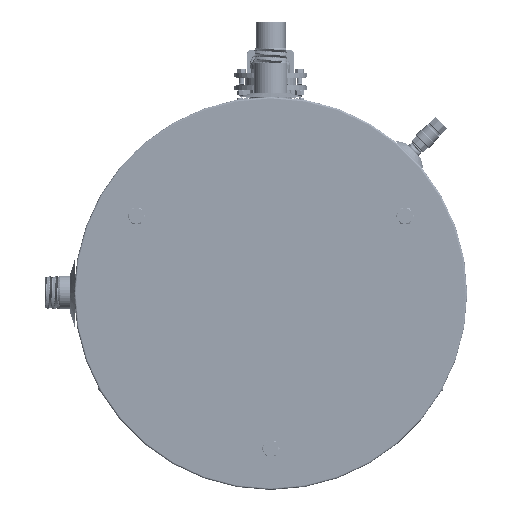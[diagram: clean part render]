
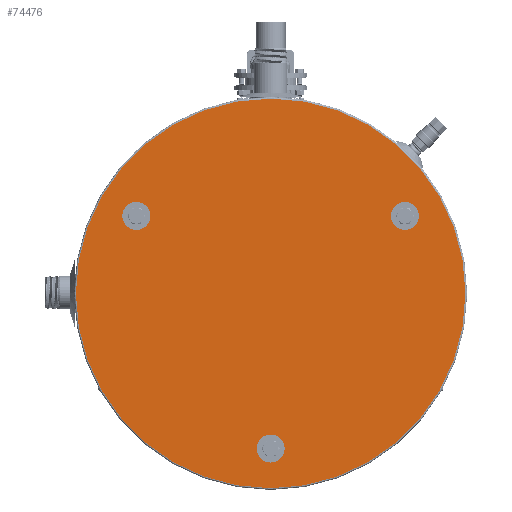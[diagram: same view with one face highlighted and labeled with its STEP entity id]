
A CAD part, front view. The second image highlights one B-rep face of the part: STEP entity #74476.
In plain terms, the highlighted planar face has unit normal (0, -1, 0).
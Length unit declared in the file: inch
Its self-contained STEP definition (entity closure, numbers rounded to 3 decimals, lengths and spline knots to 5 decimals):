
#18985 = DIRECTION ( 'NONE',  ( 0., 0., -1. ) ) ;
#19024 = DIRECTION ( 'NONE',  ( 0., 1., 0. ) ) ;
#20227 = CARTESIAN_POINT ( 'NONE',  ( 0., 1.4275, -13.905 ) ) ;
#23091 = AXIS2_PLACEMENT_3D ( 'NONE', #56296, #174148, #368847 ) ;
#24852 = CARTESIAN_POINT ( 'NONE',  ( 0., 1.4275, -12.06864 ) ) ;
#27376 = CARTESIAN_POINT ( 'NONE',  ( 0., 1.4275, -10.06864 ) ) ;
#29604 = ORIENTED_EDGE ( 'NONE', *, *, #214490, .T. ) ;
#31824 = CARTESIAN_POINT ( 'NONE',  ( 0., 1.4275, 0. ) ) ;
#41337 = CARTESIAN_POINT ( 'NONE',  ( 9.58572, 1.4275, 6.53432 ) ) ;
#47184 = CARTESIAN_POINT ( 'NONE',  ( 9.58572, 1.4275, 5.53432 ) ) ;
#56296 = CARTESIAN_POINT ( 'NONE',  ( 0., 1.4275, -11.06864 ) ) ;
#68572 = VERTEX_POINT ( 'NONE', #20227 ) ;
#74476 = ADVANCED_FACE ( 'NONE', ( #78742, #82448, #196567, #310755 ), #205816, .F. ) ;
#78742 = FACE_BOUND ( 'NONE', #209639, .T. ) ;
#81085 = EDGE_LOOP ( 'NONE', ( #29604, #231233 ) ) ;
#82448 = FACE_BOUND ( 'NONE', #108082, .T. ) ;
#85095 = ORIENTED_EDGE ( 'NONE', *, *, #284180, .T. ) ;
#91036 = DIRECTION ( 'NONE',  ( 0., -1., 0. ) ) ;
#92860 = CIRCLE ( 'NONE', #302019, 1. ) ;
#103312 = DIRECTION ( 'NONE',  ( 0., 0., -1. ) ) ;
#108082 = EDGE_LOOP ( 'NONE', ( #114094, #286228 ) ) ;
#112981 = CARTESIAN_POINT ( 'NONE',  ( 9.58572, 1.4275, 5.53432 ) ) ;
#114094 = ORIENTED_EDGE ( 'NONE', *, *, #359373, .T. ) ;
#123563 = CIRCLE ( 'NONE', #350772, 13.905 ) ;
#128558 = CARTESIAN_POINT ( 'NONE',  ( 0., 1.4275, 0. ) ) ;
#137773 = AXIS2_PLACEMENT_3D ( 'NONE', #47184, #19024, #103312 ) ;
#141557 = ORIENTED_EDGE ( 'NONE', *, *, #353549, .T. ) ;
#147920 = DIRECTION ( 'NONE',  ( 0., 0., -1. ) ) ;
#151998 = DIRECTION ( 'NONE',  ( 0., 0., -1. ) ) ;
#159993 = CIRCLE ( 'NONE', #315200, 1. ) ;
#161221 = EDGE_CURVE ( 'NONE', #241744, #68572, #123563, .T. ) ;
#161226 = CARTESIAN_POINT ( 'NONE',  ( 9.58572, 1.4275, 4.53432 ) ) ;
#172802 = EDGE_CURVE ( 'NONE', #330709, #369394, #92860, .T. ) ;
#173634 = CIRCLE ( 'NONE', #245339, 1. ) ;
#174148 = DIRECTION ( 'NONE',  ( 0., 1., 0. ) ) ;
#174646 = DIRECTION ( 'NONE',  ( 0., 1., 0. ) ) ;
#178161 = DIRECTION ( 'NONE',  ( 0., 1., 0. ) ) ;
#196449 = EDGE_CURVE ( 'NONE', #360431, #257721, #159993, .T. ) ;
#196567 = FACE_BOUND ( 'NONE', #81085, .T. ) ;
#205153 = DIRECTION ( 'NONE',  ( 0., 0., 1. ) ) ;
#205816 = PLANE ( 'NONE',  #232407 ) ;
#208676 = VERTEX_POINT ( 'NONE', #27376 ) ;
#209639 = EDGE_LOOP ( 'NONE', ( #264919, #85095 ) ) ;
#214490 = EDGE_CURVE ( 'NONE', #345794, #208676, #280092, .T. ) ;
#219175 = DIRECTION ( 'NONE',  ( 0., 1., 0. ) ) ;
#227195 = CARTESIAN_POINT ( 'NONE',  ( -9.58572, 1.4275, 5.53432 ) ) ;
#231233 = ORIENTED_EDGE ( 'NONE', *, *, #270342, .T. ) ;
#231454 = CARTESIAN_POINT ( 'NONE',  ( -9.58572, 1.4275, 4.53432 ) ) ;
#232379 = CARTESIAN_POINT ( 'NONE',  ( 0., 1.4275, -11.06864 ) ) ;
#232407 = AXIS2_PLACEMENT_3D ( 'NONE', #31824, #260142, #147920 ) ;
#241744 = VERTEX_POINT ( 'NONE', #246769 ) ;
#242513 = DIRECTION ( 'NONE',  ( 0., 0., 1. ) ) ;
#245339 = AXIS2_PLACEMENT_3D ( 'NONE', #227195, #287022, #343253 ) ;
#246769 = CARTESIAN_POINT ( 'NONE',  ( 0., 1.4275, 13.905 ) ) ;
#248538 = ORIENTED_EDGE ( 'NONE', *, *, #161221, .T. ) ;
#255031 = CIRCLE ( 'NONE', #284963, 1. ) ;
#257721 = VERTEX_POINT ( 'NONE', #231454 ) ;
#260142 = DIRECTION ( 'NONE',  ( 0., 1., 0. ) ) ;
#264919 = ORIENTED_EDGE ( 'NONE', *, *, #172802, .T. ) ;
#270342 = EDGE_CURVE ( 'NONE', #208676, #345794, #255031, .T. ) ;
#274909 = CIRCLE ( 'NONE', #137773, 1. ) ;
#277254 = CARTESIAN_POINT ( 'NONE',  ( -9.58572, 1.4275, 5.53432 ) ) ;
#280092 = CIRCLE ( 'NONE', #23091, 1. ) ;
#284180 = EDGE_CURVE ( 'NONE', #369394, #330709, #274909, .T. ) ;
#284963 = AXIS2_PLACEMENT_3D ( 'NONE', #232379, #178161, #151998 ) ;
#286228 = ORIENTED_EDGE ( 'NONE', *, *, #196449, .T. ) ;
#287022 = DIRECTION ( 'NONE',  ( 0., 1., 0. ) ) ;
#288496 = CIRCLE ( 'NONE', #324427, 13.905 ) ;
#302019 = AXIS2_PLACEMENT_3D ( 'NONE', #112981, #174646, #320616 ) ;
#307571 = EDGE_LOOP ( 'NONE', ( #248538, #141557 ) ) ;
#310755 = FACE_OUTER_BOUND ( 'NONE', #307571, .T. ) ;
#315200 = AXIS2_PLACEMENT_3D ( 'NONE', #277254, #219175, #18985 ) ;
#320616 = DIRECTION ( 'NONE',  ( 0., 0., -1. ) ) ;
#323208 = DIRECTION ( 'NONE',  ( 0., -1., 0. ) ) ;
#324427 = AXIS2_PLACEMENT_3D ( 'NONE', #128558, #323208, #242513 ) ;
#330709 = VERTEX_POINT ( 'NONE', #161226 ) ;
#343253 = DIRECTION ( 'NONE',  ( 0., 0., -1. ) ) ;
#345794 = VERTEX_POINT ( 'NONE', #24852 ) ;
#347364 = CARTESIAN_POINT ( 'NONE',  ( 0., 1.4275, 0. ) ) ;
#350772 = AXIS2_PLACEMENT_3D ( 'NONE', #347364, #91036, #205153 ) ;
#353549 = EDGE_CURVE ( 'NONE', #68572, #241744, #288496, .T. ) ;
#359373 = EDGE_CURVE ( 'NONE', #257721, #360431, #173634, .T. ) ;
#360431 = VERTEX_POINT ( 'NONE', #362924 ) ;
#362924 = CARTESIAN_POINT ( 'NONE',  ( -9.58572, 1.4275, 6.53432 ) ) ;
#368847 = DIRECTION ( 'NONE',  ( 0., 0., -1. ) ) ;
#369394 = VERTEX_POINT ( 'NONE', #41337 ) ;
